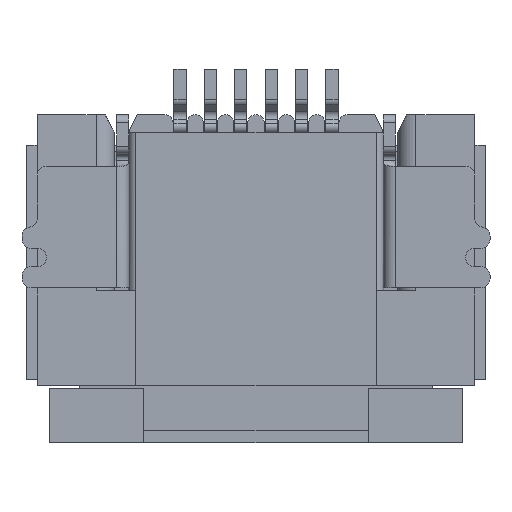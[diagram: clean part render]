
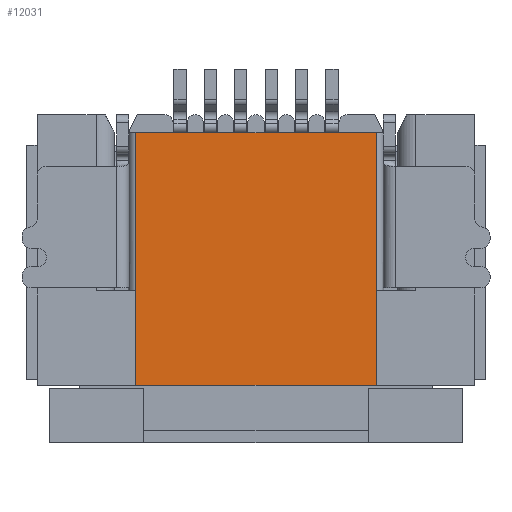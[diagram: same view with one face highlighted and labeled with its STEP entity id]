
A CAD part, front view. The second image highlights one B-rep face of the part: STEP entity #12031.
In plain terms, the highlighted planar face has unit normal (0, -1, 0).
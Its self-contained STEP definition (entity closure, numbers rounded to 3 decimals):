
#214=DIRECTION('',(-1.,0.,0.));
#215=VECTOR('',#214,3.96);
#216=CARTESIAN_POINT('',(10.855,0.05,-5.2));
#217=LINE('',#216,#215);
#218=DIRECTION('',(0.,0.,-1.));
#219=VECTOR('',#218,4.15);
#220=CARTESIAN_POINT('',(10.855,0.05,-1.05));
#221=LINE('',#220,#219);
#226=DIRECTION('',(0.,0.,-1.));
#227=VECTOR('',#226,4.15);
#228=CARTESIAN_POINT('',(6.895,0.05,-1.05));
#229=LINE('',#228,#227);
#1576=DIRECTION('',(-1.,0.,0.));
#1577=VECTOR('',#1576,3.96);
#1578=CARTESIAN_POINT('',(10.855,0.05,-1.05));
#1579=LINE('',#1578,#1577);
#10326=CARTESIAN_POINT('',(10.855,0.05,-5.2));
#10327=VERTEX_POINT('',#10326);
#10328=CARTESIAN_POINT('',(10.855,0.05,-1.05));
#10329=VERTEX_POINT('',#10328);
#10885=CARTESIAN_POINT('',(6.895,0.05,-1.05));
#10886=VERTEX_POINT('',#10885);
#10887=CARTESIAN_POINT('',(6.895,0.05,-5.2));
#10888=VERTEX_POINT('',#10887);
#12017=CARTESIAN_POINT('',(9.74,0.05,-3.125));
#12018=DIRECTION('',(0.,1.,0.));
#12019=DIRECTION('',(-1.,0.,0.));
#12020=AXIS2_PLACEMENT_3D('',#12017,#12018,#12019);
#12021=PLANE('',#12020);
#12022=ORIENTED_EDGE('',*,*,#11936,.T.);
#12024=ORIENTED_EDGE('',*,*,#12023,.F.);
#12026=ORIENTED_EDGE('',*,*,#12025,.F.);
#12028=ORIENTED_EDGE('',*,*,#12027,.T.);
#12029=EDGE_LOOP('',(#12022,#12024,#12026,#12028));
#12030=FACE_OUTER_BOUND('',#12029,.F.);
#11936=EDGE_CURVE('',#10327,#10888,#217,.T.);
#12023=EDGE_CURVE('',#10886,#10888,#229,.T.);
#12025=EDGE_CURVE('',#10329,#10886,#1579,.T.);
#12027=EDGE_CURVE('',#10329,#10327,#221,.T.);
#12031=ADVANCED_FACE('',(#12030),#12021,.F.);
